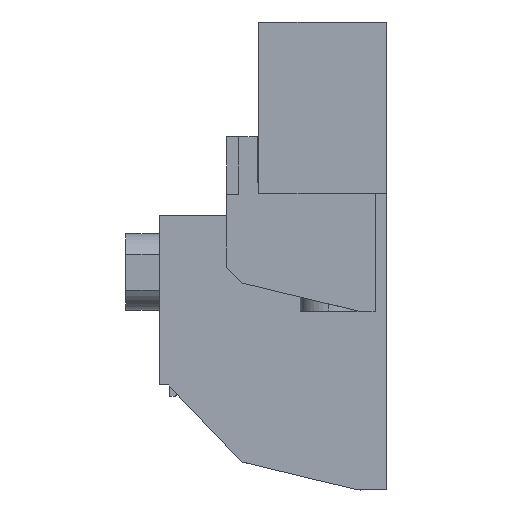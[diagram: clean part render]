
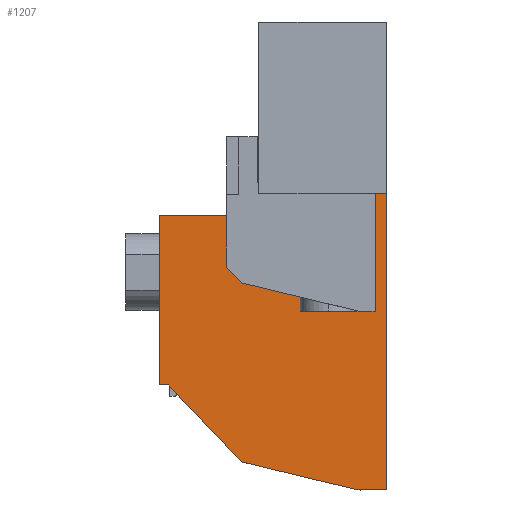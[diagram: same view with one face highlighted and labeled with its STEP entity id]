
A CAD part, left-side view. The second image highlights one B-rep face of the part: STEP entity #1207.
In plain terms, the highlighted planar face has unit normal (-1, 0, 0).
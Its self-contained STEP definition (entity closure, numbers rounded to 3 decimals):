
#1154=AXIS2_PLACEMENT_3D('Plane Axis2P3D',#1151,#1152,#1153) ;
#180=CARTESIAN_POINT('Vertex',(7.62,0.,0.)) ;
#183=CARTESIAN_POINT('Line Origine',(7.62,1.25,0.)) ;
#187=CARTESIAN_POINT('Vertex',(7.62,2.5,0.)) ;
#412=CARTESIAN_POINT('Line Origine',(7.62,7.675,1.25)) ;
#416=CARTESIAN_POINT('Vertex',(7.62,12.85,2.5)) ;
#630=CARTESIAN_POINT('Vertex',(7.62,0.,27.93)) ;
#633=CARTESIAN_POINT('Line Origine',(7.62,0.,13.965)) ;
#1151=CARTESIAN_POINT('Axis2P3D Location',(7.62,0.,41.45)) ;
#1156=CARTESIAN_POINT('Line Origine',(7.62,5.65,27.93)) ;
#1160=CARTESIAN_POINT('Vertex',(7.62,11.3,27.93)) ;
#1163=CARTESIAN_POINT('Line Origine',(7.62,11.3,26.115)) ;
#1167=CARTESIAN_POINT('Vertex',(7.62,11.3,24.3)) ;
#1170=CARTESIAN_POINT('Line Origine',(7.62,15.7,24.3)) ;
#1174=CARTESIAN_POINT('Vertex',(7.62,20.1,24.3)) ;
#1177=CARTESIAN_POINT('Line Origine',(7.62,20.1,16.8)) ;
#1181=CARTESIAN_POINT('Vertex',(7.62,20.1,9.3)) ;
#1184=CARTESIAN_POINT('Line Origine',(7.62,19.7,9.3)) ;
#1188=CARTESIAN_POINT('Vertex',(7.62,19.3,9.3)) ;
#1191=CARTESIAN_POINT('Line Origine',(7.62,16.075,5.9)) ;
#184=DIRECTION('Vector Direction',(0.,-1.,0.)) ;
#413=DIRECTION('Vector Direction',(0.,-0.972,-0.235)) ;
#634=DIRECTION('Vector Direction',(0.,0.,-1.)) ;
#1152=DIRECTION('Axis2P3D Direction',(1.,0.,0.)) ;
#1153=DIRECTION('Axis2P3D XDirection',(0.,0.,-1.)) ;
#1157=DIRECTION('Vector Direction',(0.,-1.,0.)) ;
#1164=DIRECTION('Vector Direction',(0.,0.,-1.)) ;
#1171=DIRECTION('Vector Direction',(0.,-1.,0.)) ;
#1178=DIRECTION('Vector Direction',(0.,0.,-1.)) ;
#1185=DIRECTION('Vector Direction',(0.,-1.,0.)) ;
#1192=DIRECTION('Vector Direction',(0.,-0.688,-0.726)) ;
#185=VECTOR('Line Direction',#184,1.) ;
#414=VECTOR('Line Direction',#413,1.) ;
#635=VECTOR('Line Direction',#634,1.) ;
#1158=VECTOR('Line Direction',#1157,1.) ;
#1165=VECTOR('Line Direction',#1164,1.) ;
#1172=VECTOR('Line Direction',#1171,1.) ;
#1179=VECTOR('Line Direction',#1178,1.) ;
#1186=VECTOR('Line Direction',#1185,1.) ;
#1193=VECTOR('Line Direction',#1192,1.) ;
#1197=ORIENTED_EDGE('',*,*,#1162,.F.) ;
#1198=ORIENTED_EDGE('',*,*,#1169,.T.) ;
#1199=ORIENTED_EDGE('',*,*,#1176,.F.) ;
#1200=ORIENTED_EDGE('',*,*,#1183,.F.) ;
#1201=ORIENTED_EDGE('',*,*,#1190,.F.) ;
#1202=ORIENTED_EDGE('',*,*,#1195,.F.) ;
#1203=ORIENTED_EDGE('',*,*,#418,.F.) ;
#1204=ORIENTED_EDGE('',*,*,#189,.F.) ;
#1205=ORIENTED_EDGE('',*,*,#637,.F.) ;
#1207=ADVANCED_FACE('HOUSING',(#1206),#1155,.F.) ;
#189=EDGE_CURVE('',#181,#188,#186,.F.) ;
#418=EDGE_CURVE('',#188,#417,#415,.F.) ;
#637=EDGE_CURVE('',#631,#181,#636,.T.) ;
#1162=EDGE_CURVE('',#1161,#631,#1159,.T.) ;
#1169=EDGE_CURVE('',#1161,#1168,#1166,.T.) ;
#1176=EDGE_CURVE('',#1175,#1168,#1173,.T.) ;
#1183=EDGE_CURVE('',#1182,#1175,#1180,.F.) ;
#1190=EDGE_CURVE('',#1189,#1182,#1187,.F.) ;
#1195=EDGE_CURVE('',#417,#1189,#1194,.F.) ;
#1196=EDGE_LOOP('',(#1197,#1198,#1199,#1200,#1201,#1202,#1203,#1204,#1205)) ;
#1206=FACE_OUTER_BOUND('',#1196,.T.) ;
#186=LINE('Line',#183,#185) ;
#415=LINE('Line',#412,#414) ;
#636=LINE('Line',#633,#635) ;
#1159=LINE('Line',#1156,#1158) ;
#1166=LINE('Line',#1163,#1165) ;
#1173=LINE('Line',#1170,#1172) ;
#1180=LINE('Line',#1177,#1179) ;
#1187=LINE('Line',#1184,#1186) ;
#1194=LINE('Line',#1191,#1193) ;
#1155=PLANE('',#1154) ;
#181=VERTEX_POINT('',#180) ;
#188=VERTEX_POINT('',#187) ;
#417=VERTEX_POINT('',#416) ;
#631=VERTEX_POINT('',#630) ;
#1161=VERTEX_POINT('',#1160) ;
#1168=VERTEX_POINT('',#1167) ;
#1175=VERTEX_POINT('',#1174) ;
#1182=VERTEX_POINT('',#1181) ;
#1189=VERTEX_POINT('',#1188) ;
